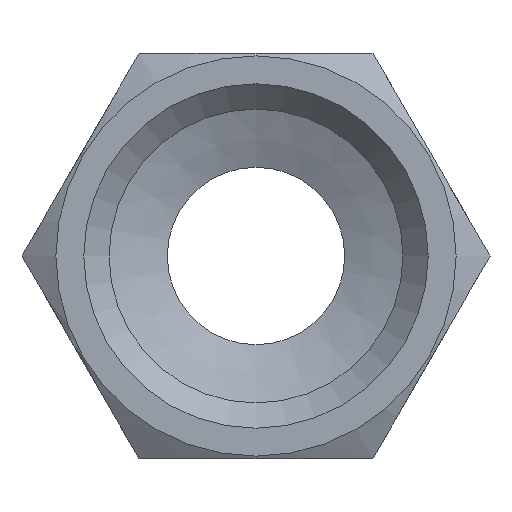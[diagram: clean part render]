
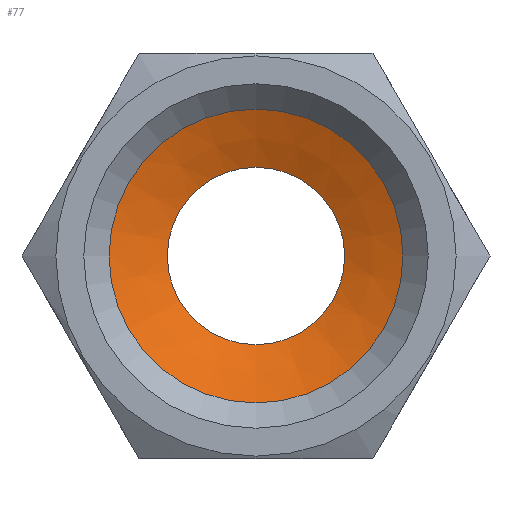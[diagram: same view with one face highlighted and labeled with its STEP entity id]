
A CAD part, front view. The second image highlights one B-rep face of the part: STEP entity #77.
In plain terms, the highlighted conical face has half-angle 68 degrees and reference radius 5.8 mm.
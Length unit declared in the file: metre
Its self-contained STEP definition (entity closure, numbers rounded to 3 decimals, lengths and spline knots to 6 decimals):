
#77 = ADVANCED_FACE( 'NONE', ( #172, #173 ), #174, .F. );
#172 = FACE_OUTER_BOUND( '', #281, .T. );
#173 = FACE_BOUND( '', #282, .T. );
#174 = CONICAL_SURFACE( '', #283, 0.0058, 1.187 );
#281 = EDGE_LOOP( '', ( #425 ) );
#282 = EDGE_LOOP( '', ( #426 ) );
#283 = AXIS2_PLACEMENT_3D( '', #427, #428, #429 );
#425 = ORIENTED_EDGE( '', *, *, #545, .T. );
#426 = ORIENTED_EDGE( '', *, *, #568, .F. );
#427 = CARTESIAN_POINT( '', ( 0., 0.0125, 0. ) );
#428 = DIRECTION( '', ( 0., -1., 0. ) );
#429 = DIRECTION( '', ( 0., 0., -1. ) );
#545 = EDGE_CURVE( 'NONE', #626, #626, #627, .T. );
#568 = EDGE_CURVE( 'NONE', #664, #664, #665, .T. );
#626 = VERTEX_POINT( '', #731 );
#627 = CIRCLE( '', #732, 0.0058 );
#664 = VERTEX_POINT( '', #836 );
#665 = CIRCLE( '', #837, 0.0035 );
#731 = CARTESIAN_POINT( '', ( 0., 0.0125, -0.0058 ) );
#732 = AXIS2_PLACEMENT_3D( '', #942, #943, #944 );
#836 = CARTESIAN_POINT( '', ( 0., 0.013429, -0.0035 ) );
#837 = AXIS2_PLACEMENT_3D( '', #954, #955, #956 );
#942 = CARTESIAN_POINT( '', ( 0., 0.0125, 0. ) );
#943 = DIRECTION( '', ( 0., -1., 0. ) );
#944 = DIRECTION( '', ( 0., 0., -1. ) );
#954 = CARTESIAN_POINT( '', ( 0., 0.013429, 0. ) );
#955 = DIRECTION( '', ( 0., -1., 0. ) );
#956 = DIRECTION( '', ( 0., 0., -1. ) );
